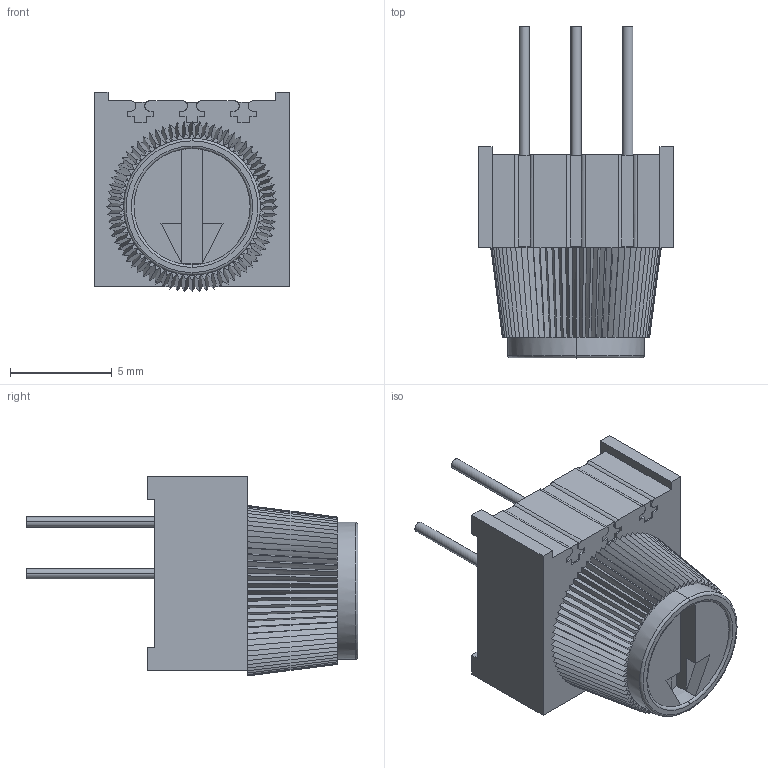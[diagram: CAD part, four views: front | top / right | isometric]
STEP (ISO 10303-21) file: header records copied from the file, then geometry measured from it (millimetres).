
FILE_DESCRIPTION((''),'2;1');
FILE_NAME('3386P_ASM','2016-04-04T',('minhn'),('Bourns, Inc.'),'PRO/ENGINEER BY PARAMETRIC TECHNOLOGY CORPORATION, 2012230','PRO/ENGINEER BY PARAMETRIC TECHNOLOGY CORPORATION, 2012230','');
FILE_SCHEMA(('CONFIG_CONTROL_DESIGN'));
Length unit declared in the file: inch
Products named in the file (2): 3386P001XXX; 3386P_ASM
Assembly tree (1 placements, depth 2):
  3386P_ASM
    3386P001XXX
Bounding box: 9.58 x 16.31 x 9.83 mm (x, y, z)
Volume: 616.1 mm3; surface area: 730.4 mm2
Topology: 1 solids, 2 shells, 418 faces, 1030 edges, 624 vertices
Faces by surface type: plane 218, bspline 144, cylinder 38, cone 10, torus 8
Entity records: 14997 total; most frequent: CARTESIAN_POINT 5415, ORIENTED_EDGE 2060, DIRECTION 1770, EDGE_CURVE 1030, VECTOR 836, LINE 836, VERTEX_POINT 624, AXIS2_PLACEMENT_3D 467
